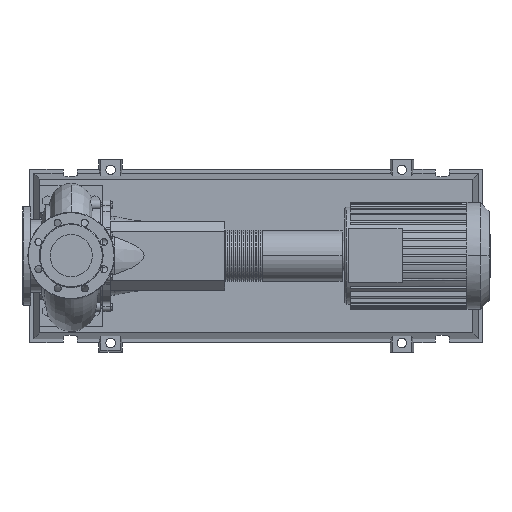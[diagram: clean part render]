
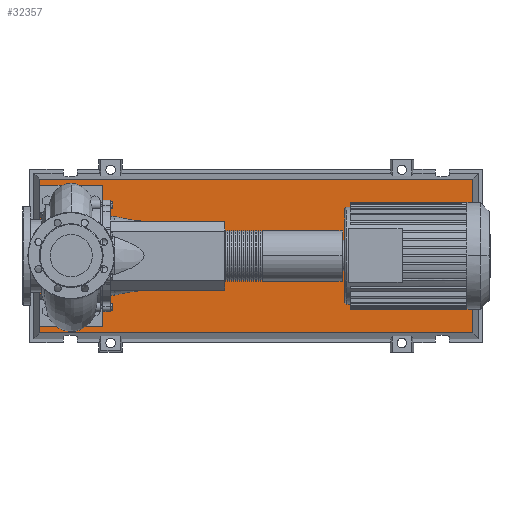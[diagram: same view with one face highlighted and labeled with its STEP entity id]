
A CAD part, top view. The second image highlights one B-rep face of the part: STEP entity #32357.
In plain terms, the highlighted planar face has unit normal (0, 0, 1).
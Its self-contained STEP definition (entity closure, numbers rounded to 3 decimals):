
#32038=CARTESIAN_POINT('',(1020.471,-195.471,103.0));
#32039=VERTEX_POINT('',#32038);
#32046=CARTESIAN_POINT('',(-80.471,-195.471,103.0));
#32047=VERTEX_POINT('',#32046);
#32048=CARTESIAN_POINT('',(1020.471,-195.471,103.0));
#32049=DIRECTION('',(-1.0,0.0,0.0));
#32050=VECTOR('',#32049,1100.941);
#32051=LINE('',#32048,#32050);
#32052=EDGE_CURVE('',#32039,#32047,#32051,.T.);
#32270=CARTESIAN_POINT('',(1020.471,195.471,103.0));
#32271=VERTEX_POINT('',#32270);
#32272=CARTESIAN_POINT('',(1020.471,195.471,103.0));
#32273=DIRECTION('',(0.0,-1.0,0.0));
#32274=VECTOR('',#32273,390.941);
#32275=LINE('',#32272,#32274);
#32276=EDGE_CURVE('',#32271,#32039,#32275,.T.);
#32294=CARTESIAN_POINT('',(-80.471,195.471,103.0));
#32295=VERTEX_POINT('',#32294);
#32296=CARTESIAN_POINT('',(-80.471,-195.471,103.0));
#32297=DIRECTION('',(0.0,1.0,0.0));
#32298=VECTOR('',#32297,390.941);
#32299=LINE('',#32296,#32298);
#32300=EDGE_CURVE('',#32047,#32295,#32299,.T.);
#32333=CARTESIAN_POINT('',(-80.471,195.471,103.0));
#32334=DIRECTION('',(1.0,0.0,0.0));
#32335=VECTOR('',#32334,1100.941);
#32336=LINE('',#32333,#32335);
#32337=EDGE_CURVE('',#32295,#32271,#32336,.T.);
#32346=CARTESIAN_POINT('',(470.,0.,103.0));
#32347=DIRECTION('',(0.0,0.0,1.0));
#32348=DIRECTION('',(1.0,0.0,0.0));
#32349=AXIS2_PLACEMENT_3D('',#32346,#32347,#32348);
#32350=PLANE('',#32349);
#32351=ORIENTED_EDGE('',*,*,#32276,.F.);
#32352=ORIENTED_EDGE('',*,*,#32337,.F.);
#32353=ORIENTED_EDGE('',*,*,#32300,.F.);
#32354=ORIENTED_EDGE('',*,*,#32052,.F.);
#32355=EDGE_LOOP('',(#32351,#32352,#32353,#32354));
#32356=FACE_OUTER_BOUND('',#32355,.T.);
#32357=ADVANCED_FACE('',(#32356),#32350,.T.);
